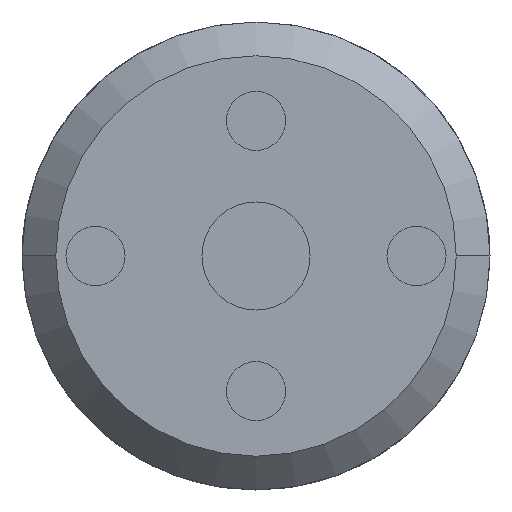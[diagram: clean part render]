
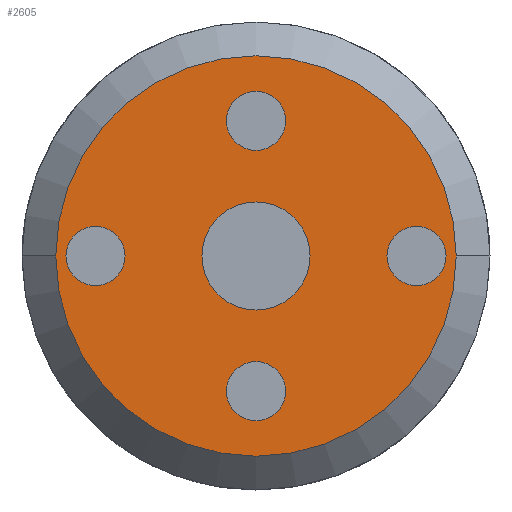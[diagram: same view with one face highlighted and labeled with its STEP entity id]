
A CAD part, front view. The second image highlights one B-rep face of the part: STEP entity #2605.
In plain terms, the highlighted planar face has unit normal (0, -1, 0).
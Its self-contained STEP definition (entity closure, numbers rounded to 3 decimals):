
#6 = DIRECTION ( 'NONE',  ( 0., -1., 0. ) ) ;
#13 = CARTESIAN_POINT ( 'NONE',  ( 11.25, 0., 0. ) ) ;
#35 = DIRECTION ( 'NONE',  ( 0., -1., 0. ) ) ;
#52 = VERTEX_POINT ( 'NONE', #957 ) ;
#76 = DIRECTION ( 'NONE',  ( 1., 0., 0. ) ) ;
#105 = CARTESIAN_POINT ( 'NONE',  ( -1.75, 0., -8. ) ) ;
#107 = EDGE_CURVE ( 'NONE', #368, #1293, #1789, .T. ) ;
#111 = DIRECTION ( 'NONE',  ( 1., 0., 0. ) ) ;
#135 = EDGE_LOOP ( 'NONE', ( #2274, #2360 ) ) ;
#168 = CARTESIAN_POINT ( 'NONE',  ( 0., 0., -8. ) ) ;
#186 = CARTESIAN_POINT ( 'NONE',  ( 0., 0., -8. ) ) ;
#191 = CARTESIAN_POINT ( 'NONE',  ( -11.25, 0., 0. ) ) ;
#213 = CARTESIAN_POINT ( 'NONE',  ( -7.75, 0., 0. ) ) ;
#229 = DIRECTION ( 'NONE',  ( 0., 1., 0. ) ) ;
#262 = ORIENTED_EDGE ( 'NONE', *, *, #1001, .T. ) ;
#282 = CIRCLE ( 'NONE', #614, 11.85 ) ;
#321 = AXIS2_PLACEMENT_3D ( 'NONE', #2268, #229, #2208 ) ;
#356 = FACE_BOUND ( 'NONE', #1939, .T. ) ;
#368 = VERTEX_POINT ( 'NONE', #2886 ) ;
#380 = DIRECTION ( 'NONE',  ( 0., -1., 0. ) ) ;
#381 = DIRECTION ( 'NONE',  ( 0., -1., 0. ) ) ;
#382 = EDGE_LOOP ( 'NONE', ( #2574, #1148 ) ) ;
#384 = EDGE_CURVE ( 'NONE', #2019, #1532, #2181, .T. ) ;
#477 = CARTESIAN_POINT ( 'NONE',  ( 1.75, 0., 8. ) ) ;
#536 = EDGE_LOOP ( 'NONE', ( #830, #1716 ) ) ;
#565 = EDGE_CURVE ( 'NONE', #1532, #2019, #1416, .T. ) ;
#589 = PLANE ( 'NONE',  #2621 ) ;
#601 = ORIENTED_EDGE ( 'NONE', *, *, #2284, .F. ) ;
#614 = AXIS2_PLACEMENT_3D ( 'NONE', #1447, #380, #2135 ) ;
#624 = DIRECTION ( 'NONE',  ( 0., -1., 0. ) ) ;
#627 = CARTESIAN_POINT ( 'NONE',  ( -9.5, 0., 0. ) ) ;
#646 = DIRECTION ( 'NONE',  ( 1., 0., 0. ) ) ;
#660 = EDGE_LOOP ( 'NONE', ( #2595, #262 ) ) ;
#678 = ORIENTED_EDGE ( 'NONE', *, *, #1586, .F. ) ;
#709 = EDGE_LOOP ( 'NONE', ( #2264, #2387 ) ) ;
#726 = CARTESIAN_POINT ( 'NONE',  ( 9.5, 0., 0. ) ) ;
#797 = EDGE_CURVE ( 'NONE', #1293, #368, #2738, .T. ) ;
#826 = FACE_BOUND ( 'NONE', #135, .T. ) ;
#830 = ORIENTED_EDGE ( 'NONE', *, *, #565, .F. ) ;
#836 = AXIS2_PLACEMENT_3D ( 'NONE', #186, #1313, #1987 ) ;
#859 = EDGE_CURVE ( 'NONE', #52, #2859, #1506, .T. ) ;
#922 = DIRECTION ( 'NONE',  ( 0., -1., 0. ) ) ;
#957 = CARTESIAN_POINT ( 'NONE',  ( -3.2, 0., 0. ) ) ;
#1001 = EDGE_CURVE ( 'NONE', #2498, #1692, #282, .T. ) ;
#1043 = AXIS2_PLACEMENT_3D ( 'NONE', #1582, #1500, #2505 ) ;
#1071 = AXIS2_PLACEMENT_3D ( 'NONE', #2730, #35, #76 ) ;
#1110 = EDGE_CURVE ( 'NONE', #2859, #52, #1737, .T. ) ;
#1118 = VERTEX_POINT ( 'NONE', #13 ) ;
#1122 = CARTESIAN_POINT ( 'NONE',  ( 1.75, 0., -8. ) ) ;
#1148 = ORIENTED_EDGE ( 'NONE', *, *, #1110, .T. ) ;
#1160 = CARTESIAN_POINT ( 'NONE',  ( 7.75, 0., 0. ) ) ;
#1168 = CIRCLE ( 'NONE', #2063, 1.75 ) ;
#1182 = CARTESIAN_POINT ( 'NONE',  ( 0., 0., 8. ) ) ;
#1293 = VERTEX_POINT ( 'NONE', #477 ) ;
#1313 = DIRECTION ( 'NONE',  ( 0., -1., 0. ) ) ;
#1416 = CIRCLE ( 'NONE', #2509, 1.75 ) ;
#1443 = CIRCLE ( 'NONE', #2254, 1.75 ) ;
#1447 = CARTESIAN_POINT ( 'NONE',  ( 0., 0., 0. ) ) ;
#1456 = FACE_BOUND ( 'NONE', #536, .T. ) ;
#1457 = CIRCLE ( 'NONE', #836, 1.75 ) ;
#1482 = CIRCLE ( 'NONE', #1071, 11.85 ) ;
#1496 = AXIS2_PLACEMENT_3D ( 'NONE', #1182, #1632, #2784 ) ;
#1500 = DIRECTION ( 'NONE',  ( 0., -1., 0. ) ) ;
#1506 = CIRCLE ( 'NONE', #2312, 3.2 ) ;
#1517 = EDGE_CURVE ( 'NONE', #1875, #1842, #1457, .T. ) ;
#1532 = VERTEX_POINT ( 'NONE', #213 ) ;
#1578 = AXIS2_PLACEMENT_3D ( 'NONE', #2645, #624, #2601 ) ;
#1582 = CARTESIAN_POINT ( 'NONE',  ( 0., 0., 8. ) ) ;
#1583 = DIRECTION ( 'NONE',  ( 1., 0., 0. ) ) ;
#1586 = EDGE_CURVE ( 'NONE', #1118, #1812, #1443, .T. ) ;
#1632 = DIRECTION ( 'NONE',  ( 0., -1., 0. ) ) ;
#1655 = DIRECTION ( 'NONE',  ( -1., 0., 0. ) ) ;
#1691 = DIRECTION ( 'NONE',  ( 1., 0., 0. ) ) ;
#1692 = VERTEX_POINT ( 'NONE', #1923 ) ;
#1716 = ORIENTED_EDGE ( 'NONE', *, *, #384, .F. ) ;
#1737 = CIRCLE ( 'NONE', #321, 3.2 ) ;
#1739 = EDGE_CURVE ( 'NONE', #1842, #1875, #1168, .T. ) ;
#1789 = CIRCLE ( 'NONE', #1496, 1.75 ) ;
#1812 = VERTEX_POINT ( 'NONE', #1160 ) ;
#1842 = VERTEX_POINT ( 'NONE', #1122 ) ;
#1875 = VERTEX_POINT ( 'NONE', #105 ) ;
#1923 = CARTESIAN_POINT ( 'NONE',  ( -11.85, 0., 0. ) ) ;
#1939 = EDGE_LOOP ( 'NONE', ( #678, #601 ) ) ;
#1952 = FACE_BOUND ( 'NONE', #709, .T. ) ;
#1964 = CIRCLE ( 'NONE', #1578, 1.75 ) ;
#1987 = DIRECTION ( 'NONE',  ( 1., 0., 0. ) ) ;
#2019 = VERTEX_POINT ( 'NONE', #191 ) ;
#2024 = CARTESIAN_POINT ( 'NONE',  ( -9.5, 0., 0. ) ) ;
#2063 = AXIS2_PLACEMENT_3D ( 'NONE', #168, #922, #1583 ) ;
#2102 = DIRECTION ( 'NONE',  ( 0., 1., 0. ) ) ;
#2129 = DIRECTION ( 'NONE',  ( 0., -1., 0. ) ) ;
#2135 = DIRECTION ( 'NONE',  ( 1., 0., 0. ) ) ;
#2181 = CIRCLE ( 'NONE', #2829, 1.75 ) ;
#2208 = DIRECTION ( 'NONE',  ( -1., 0., 0. ) ) ;
#2219 = CARTESIAN_POINT ( 'NONE',  ( 3.2, 0., 0. ) ) ;
#2254 = AXIS2_PLACEMENT_3D ( 'NONE', #726, #2129, #111 ) ;
#2264 = ORIENTED_EDGE ( 'NONE', *, *, #797, .F. ) ;
#2268 = CARTESIAN_POINT ( 'NONE',  ( 0., 0., 0. ) ) ;
#2274 = ORIENTED_EDGE ( 'NONE', *, *, #1739, .F. ) ;
#2284 = EDGE_CURVE ( 'NONE', #1812, #1118, #1964, .T. ) ;
#2312 = AXIS2_PLACEMENT_3D ( 'NONE', #2742, #2102, #1655 ) ;
#2360 = ORIENTED_EDGE ( 'NONE', *, *, #1517, .F. ) ;
#2387 = ORIENTED_EDGE ( 'NONE', *, *, #107, .F. ) ;
#2407 = CARTESIAN_POINT ( 'NONE',  ( -3.2, 0., 0. ) ) ;
#2498 = VERTEX_POINT ( 'NONE', #2514 ) ;
#2505 = DIRECTION ( 'NONE',  ( 1., 0., 0. ) ) ;
#2509 = AXIS2_PLACEMENT_3D ( 'NONE', #627, #381, #2619 ) ;
#2514 = CARTESIAN_POINT ( 'NONE',  ( 11.85, 0., 0. ) ) ;
#2574 = ORIENTED_EDGE ( 'NONE', *, *, #859, .T. ) ;
#2595 = ORIENTED_EDGE ( 'NONE', *, *, #2900, .T. ) ;
#2601 = DIRECTION ( 'NONE',  ( 1., 0., 0. ) ) ;
#2605 = ADVANCED_FACE ( 'NONE', ( #1456, #1952, #356, #826, #2613, #2858 ), #589, .T. ) ;
#2613 = FACE_OUTER_BOUND ( 'NONE', #660, .T. ) ;
#2619 = DIRECTION ( 'NONE',  ( 1., 0., 0. ) ) ;
#2621 = AXIS2_PLACEMENT_3D ( 'NONE', #2407, #2824, #1691 ) ;
#2645 = CARTESIAN_POINT ( 'NONE',  ( 9.5, 0., 0. ) ) ;
#2730 = CARTESIAN_POINT ( 'NONE',  ( 0., 0., 0. ) ) ;
#2738 = CIRCLE ( 'NONE', #1043, 1.75 ) ;
#2742 = CARTESIAN_POINT ( 'NONE',  ( 0., 0., 0. ) ) ;
#2784 = DIRECTION ( 'NONE',  ( 1., 0., 0. ) ) ;
#2824 = DIRECTION ( 'NONE',  ( 0., -1., 0. ) ) ;
#2829 = AXIS2_PLACEMENT_3D ( 'NONE', #2024, #6, #646 ) ;
#2858 = FACE_BOUND ( 'NONE', #382, .T. ) ;
#2859 = VERTEX_POINT ( 'NONE', #2219 ) ;
#2886 = CARTESIAN_POINT ( 'NONE',  ( -1.75, 0., 8. ) ) ;
#2900 = EDGE_CURVE ( 'NONE', #1692, #2498, #1482, .T. ) ;
